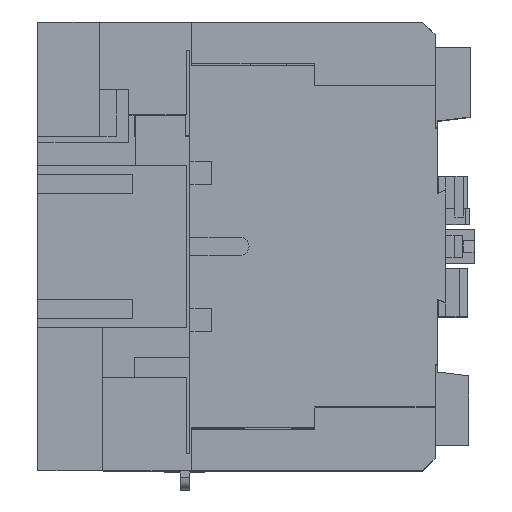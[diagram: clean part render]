
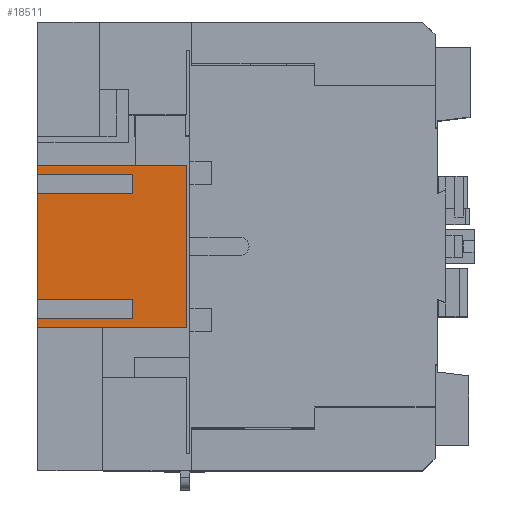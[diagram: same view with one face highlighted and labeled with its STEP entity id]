
A CAD part, top view. The second image highlights one B-rep face of the part: STEP entity #18511.
In plain terms, the highlighted planar face has unit normal (0, 0, 1).
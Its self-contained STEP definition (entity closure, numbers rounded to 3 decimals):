
#1039 = ORIENTED_EDGE ( 'NONE', *, *, #7565, .F. ) ;
#1393 = CARTESIAN_POINT ( 'NONE',  ( -47.05, 12.5, 37.75 ) ) ;
#1480 = ORIENTED_EDGE ( 'NONE', *, *, #5186, .T. ) ;
#1560 = CARTESIAN_POINT ( 'NONE',  ( -11.95, 46.3, 37.75 ) ) ;
#1631 = ORIENTED_EDGE ( 'NONE', *, *, #19182, .T. ) ;
#1935 = VERTEX_POINT ( 'NONE', #16370 ) ;
#2278 = CARTESIAN_POINT ( 'NONE',  ( -47.05, -19.1, 37.75 ) ) ;
#2291 = VECTOR ( 'NONE', #24958, 1000. ) ;
#2600 = PLANE ( 'NONE',  #6370 ) ;
#2877 = EDGE_CURVE ( 'NONE', #7667, #6821, #32479, .T. ) ;
#3390 = VERTEX_POINT ( 'NONE', #18157 ) ;
#3446 = VERTEX_POINT ( 'NONE', #1393 ) ;
#3612 = VECTOR ( 'NONE', #11392, 1000. ) ;
#4058 = CARTESIAN_POINT ( 'NONE',  ( -47.05, -53.1, 37.75 ) ) ;
#4114 = LINE ( 'NONE', #21830, #9759 ) ;
#4957 = DIRECTION ( 'NONE',  ( 0., -1., 0. ) ) ;
#5085 = DIRECTION ( 'NONE',  ( -1., 0., 0. ) ) ;
#5186 = EDGE_CURVE ( 'NONE', #21110, #18416, #19710, .T. ) ;
#5611 = VERTEX_POINT ( 'NONE', #24921 ) ;
#5742 = VECTOR ( 'NONE', #24534, 1000. ) ;
#5833 = DIRECTION ( 'NONE',  ( 0., -1., 0. ) ) ;
#5898 = EDGE_CURVE ( 'NONE', #3390, #5611, #18816, .T. ) ;
#6370 = AXIS2_PLACEMENT_3D ( 'NONE', #12608, #19994, #24424 ) ;
#6459 = LINE ( 'NONE', #19095, #3612 ) ;
#6638 = VERTEX_POINT ( 'NONE', #16892 ) ;
#6640 = CARTESIAN_POINT ( 'NONE',  ( -47.05, -12.5, 37.75 ) ) ;
#6821 = VERTEX_POINT ( 'NONE', #2278 ) ;
#6900 = CARTESIAN_POINT ( 'NONE',  ( -47.05, -17., 37.75 ) ) ;
#7207 = VERTEX_POINT ( 'NONE', #14721 ) ;
#7536 = CARTESIAN_POINT ( 'NONE',  ( -31.7, -19.1, 37.75 ) ) ;
#7565 = EDGE_CURVE ( 'NONE', #6821, #14847, #20576, .T. ) ;
#7667 = VERTEX_POINT ( 'NONE', #25490 ) ;
#8741 = VECTOR ( 'NONE', #5833, 1000. ) ;
#9520 = EDGE_CURVE ( 'NONE', #6638, #3446, #30629, .T. ) ;
#9703 = ORIENTED_EDGE ( 'NONE', *, *, #30658, .T. ) ;
#9759 = VECTOR ( 'NONE', #28709, 1000. ) ;
#9904 = CARTESIAN_POINT ( 'NONE',  ( -47.05, 19.1, 37.75 ) ) ;
#10142 = ORIENTED_EDGE ( 'NONE', *, *, #5898, .F. ) ;
#11350 = EDGE_CURVE ( 'NONE', #5611, #15037, #17616, .T. ) ;
#11390 = VECTOR ( 'NONE', #4957, 1000. ) ;
#11392 = DIRECTION ( 'NONE',  ( 1., 0., 0. ) ) ;
#11528 = ORIENTED_EDGE ( 'NONE', *, *, #11350, .F. ) ;
#12608 = CARTESIAN_POINT ( 'NONE',  ( 0., 0., 37.75 ) ) ;
#12633 = EDGE_CURVE ( 'NONE', #18416, #7207, #25691, .T. ) ;
#13181 = DIRECTION ( 'NONE',  ( 0., 1., 0. ) ) ;
#14488 = LINE ( 'NONE', #32031, #26160 ) ;
#14721 = CARTESIAN_POINT ( 'NONE',  ( -24.55, -17., 37.75 ) ) ;
#14847 = VERTEX_POINT ( 'NONE', #6900 ) ;
#14998 = DIRECTION ( 'NONE',  ( 1., 0., 0. ) ) ;
#15037 = VERTEX_POINT ( 'NONE', #15418 ) ;
#15418 = CARTESIAN_POINT ( 'NONE',  ( -11.95, 19.1, 37.75 ) ) ;
#16358 = DIRECTION ( 'NONE',  ( 0., 1., 0. ) ) ;
#16370 = CARTESIAN_POINT ( 'NONE',  ( -24.55, 17., 37.75 ) ) ;
#16892 = CARTESIAN_POINT ( 'NONE',  ( -24.55, 12.5, 37.75 ) ) ;
#17207 = FACE_OUTER_BOUND ( 'NONE', #26607, .T. ) ;
#17264 = LINE ( 'NONE', #20371, #11390 ) ;
#17616 = LINE ( 'NONE', #9904, #22686 ) ;
#17787 = CARTESIAN_POINT ( 'NONE',  ( -47.05, -53.1, 37.75 ) ) ;
#18157 = CARTESIAN_POINT ( 'NONE',  ( -47.05, 17., 37.75 ) ) ;
#18416 = VERTEX_POINT ( 'NONE', #31313 ) ;
#18511 = ADVANCED_FACE ( 'NONE', ( #17207 ), #2600, .T. ) ;
#18816 = LINE ( 'NONE', #4058, #20685 ) ;
#19095 = CARTESIAN_POINT ( 'NONE',  ( -24.55, 17., 37.75 ) ) ;
#19182 = EDGE_CURVE ( 'NONE', #3390, #1935, #6459, .T. ) ;
#19710 = LINE ( 'NONE', #24792, #2291 ) ;
#19852 = EDGE_CURVE ( 'NONE', #7667, #15037, #26671, .T. ) ;
#19994 = DIRECTION ( 'NONE',  ( 0., 0., 1. ) ) ;
#20371 = CARTESIAN_POINT ( 'NONE',  ( -24.55, 17., 37.75 ) ) ;
#20576 = LINE ( 'NONE', #17787, #25379 ) ;
#20685 = VECTOR ( 'NONE', #16358, 1000. ) ;
#21110 = VERTEX_POINT ( 'NONE', #6640 ) ;
#21546 = EDGE_CURVE ( 'NONE', #21110, #3446, #14488, .T. ) ;
#21830 = CARTESIAN_POINT ( 'NONE',  ( -24.55, -17., 37.75 ) ) ;
#22516 = DIRECTION ( 'NONE',  ( 0., 1., 0. ) ) ;
#22686 = VECTOR ( 'NONE', #14998, 1000. ) ;
#23228 = CARTESIAN_POINT ( 'NONE',  ( -24.55, -17., 37.75 ) ) ;
#23712 = ORIENTED_EDGE ( 'NONE', *, *, #19852, .T. ) ;
#24225 = ORIENTED_EDGE ( 'NONE', *, *, #9520, .T. ) ;
#24388 = ORIENTED_EDGE ( 'NONE', *, *, #2877, .F. ) ;
#24424 = DIRECTION ( 'NONE',  ( 1., 0., 0. ) ) ;
#24446 = VECTOR ( 'NONE', #30789, 1000. ) ;
#24534 = DIRECTION ( 'NONE',  ( 0., 1., 0. ) ) ;
#24792 = CARTESIAN_POINT ( 'NONE',  ( -24.55, -12.5, 37.75 ) ) ;
#24921 = CARTESIAN_POINT ( 'NONE',  ( -47.05, 19.1, 37.75 ) ) ;
#24958 = DIRECTION ( 'NONE',  ( 1., 0., 0. ) ) ;
#25379 = VECTOR ( 'NONE', #13181, 1000. ) ;
#25490 = CARTESIAN_POINT ( 'NONE',  ( -11.95, -19.1, 37.75 ) ) ;
#25636 = ORIENTED_EDGE ( 'NONE', *, *, #32000, .T. ) ;
#25691 = LINE ( 'NONE', #23228, #8741 ) ;
#26028 = CARTESIAN_POINT ( 'NONE',  ( -24.55, 12.5, 37.75 ) ) ;
#26160 = VECTOR ( 'NONE', #22516, 1000. ) ;
#26607 = EDGE_LOOP ( 'NONE', ( #23712, #11528, #10142, #1631, #25636, #24225, #28700, #1480, #28060, #9703, #1039, #24388 ) ) ;
#26671 = LINE ( 'NONE', #1560, #5742 ) ;
#26735 = VECTOR ( 'NONE', #5085, 1000. ) ;
#28060 = ORIENTED_EDGE ( 'NONE', *, *, #12633, .T. ) ;
#28700 = ORIENTED_EDGE ( 'NONE', *, *, #21546, .F. ) ;
#28709 = DIRECTION ( 'NONE',  ( -1., 0., 0. ) ) ;
#30629 = LINE ( 'NONE', #26028, #24446 ) ;
#30658 = EDGE_CURVE ( 'NONE', #7207, #14847, #4114, .T. ) ;
#30789 = DIRECTION ( 'NONE',  ( -1., 0., 0. ) ) ;
#31313 = CARTESIAN_POINT ( 'NONE',  ( -24.55, -12.5, 37.75 ) ) ;
#32000 = EDGE_CURVE ( 'NONE', #1935, #6638, #17264, .T. ) ;
#32031 = CARTESIAN_POINT ( 'NONE',  ( -47.05, -53.1, 37.75 ) ) ;
#32479 = LINE ( 'NONE', #7536, #26735 ) ;
